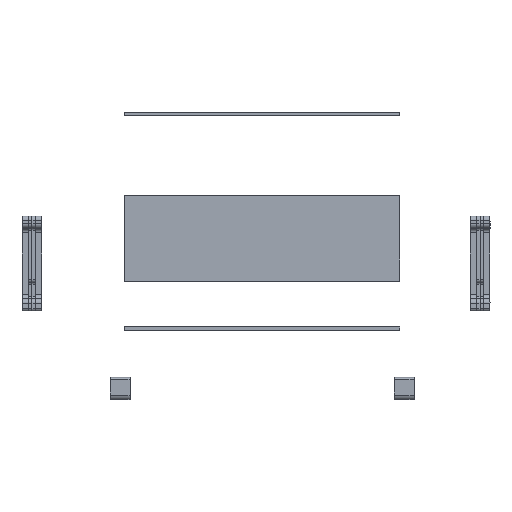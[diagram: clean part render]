
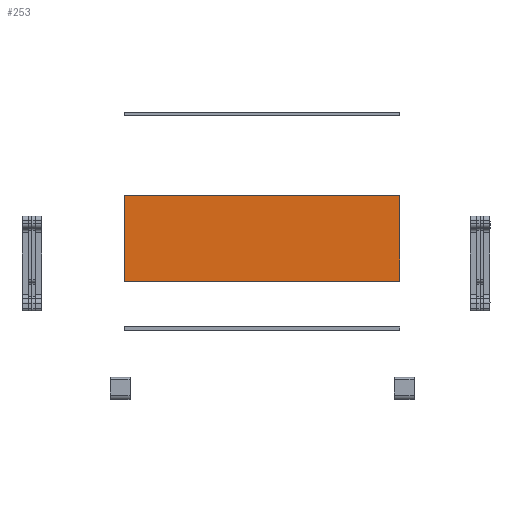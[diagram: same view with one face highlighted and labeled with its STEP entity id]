
A CAD part, top view. The second image highlights one B-rep face of the part: STEP entity #253.
In plain terms, the highlighted planar face has unit normal (0, 0, 1).
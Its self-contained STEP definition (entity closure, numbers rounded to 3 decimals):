
#253=ADVANCED_FACE('',(#517),#3943,.T.);
#517=FACE_OUTER_BOUND('',#787,.T.);
#787=EDGE_LOOP('',(#1906,#1907,#1908,#1909));
#1906=ORIENTED_EDGE('',*,*,#2672,.T.);
#1907=ORIENTED_EDGE('',*,*,#2665,.T.);
#1908=ORIENTED_EDGE('',*,*,#2673,.F.);
#1909=ORIENTED_EDGE('',*,*,#2670,.F.);
#2665=EDGE_CURVE('',#3750,#3753,#2793,.T.);
#2670=EDGE_CURVE('',#3756,#3757,#2798,.T.);
#2672=EDGE_CURVE('',#3756,#3750,#2800,.T.);
#2673=EDGE_CURVE('',#3757,#3753,#2801,.T.);
#2793=B_SPLINE_CURVE_WITH_KNOTS('',1,(#6702,#6703),.UNSPECIFIED.,.F.,.F.,
(2,2),(0.,500.),.UNSPECIFIED.);
#2798=B_SPLINE_CURVE_WITH_KNOTS('',1,(#6712,#6713),.UNSPECIFIED.,.F.,.F.,
(2,2),(0.,500.),.UNSPECIFIED.);
#2800=B_SPLINE_CURVE_WITH_KNOTS('',1,(#6716,#6717),.UNSPECIFIED.,.F.,.F.,
(2,2),(168.115,324.231),.UNSPECIFIED.);
#2801=B_SPLINE_CURVE_WITH_KNOTS('',1,(#6718,#6719),.UNSPECIFIED.,.F.,.F.,
(2,2),(168.115,324.231),.UNSPECIFIED.);
#3750=VERTEX_POINT('',#6688);
#3753=VERTEX_POINT('',#6691);
#3756=VERTEX_POINT('',#6694);
#3757=VERTEX_POINT('',#6695);
#3943=PLANE('',#4399);
#4399=AXIS2_PLACEMENT_3D('',#6685,#4666,$);
#4666=DIRECTION('',(0.,0.,1.));
#6685=CARTESIAN_POINT('',(524.989,330.845,87.715));
#6688=CARTESIAN_POINT('',(524.989,174.845,87.715));
#6691=CARTESIAN_POINT('',(1024.989,174.845,87.715));
#6694=CARTESIAN_POINT('',(524.989,330.845,87.715));
#6695=CARTESIAN_POINT('',(1024.989,330.845,87.715));
#6702=CARTESIAN_POINT('',(524.989,174.845,87.715));
#6703=CARTESIAN_POINT('',(1024.989,174.845,87.715));
#6712=CARTESIAN_POINT('',(524.989,330.845,87.715));
#6713=CARTESIAN_POINT('',(1024.989,330.845,87.715));
#6716=CARTESIAN_POINT('',(524.989,330.845,87.715));
#6717=CARTESIAN_POINT('',(524.989,174.845,87.715));
#6718=CARTESIAN_POINT('',(1024.989,330.845,87.715));
#6719=CARTESIAN_POINT('',(1024.989,174.845,87.715));
